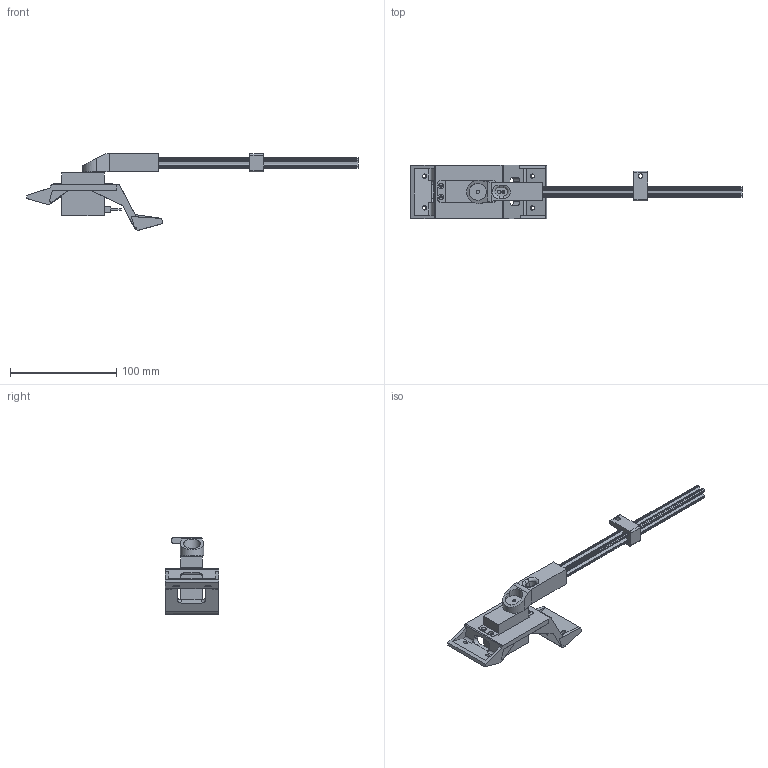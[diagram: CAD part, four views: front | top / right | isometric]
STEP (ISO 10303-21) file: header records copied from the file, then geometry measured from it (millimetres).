
FILE_DESCRIPTION(/* description */ (''),/* implementation_level */ '2;1');
FILE_NAME(/* name */ 'beak_servo_mount.step',/* time_stamp */ '2024-05-05T13:48:58-05:00',/* author */ (''),/* organization */ (''),/* preprocessor_version */ 'ST-DEVELOPER v20',/* originating_system */ 'Autodesk Translation Framework v12.20.1.177',/* authorisation */ '');
FILE_SCHEMA (('AUTOMOTIVE_DESIGN { 1 0 10303 214 3 1 1 }'));
Length unit declared in the file: millimetre
Products named in the file (5): servo_direct_to_beak v3; AL Extrusion; Servo; Servo Mount; AL Ext. Mount
Assembly tree (4 placements, depth 2):
  servo_direct_to_beak v3
    AL Extrusion
    Servo
    Servo Mount
    AL Ext. Mount
Bounding box: 312.94 x 50.01 x 71.94 mm (x, y, z)
Volume: 97905.9 mm3; surface area: 52693 mm2
Topology: 6 solids, 6 shells, 400 faces, 1130 edges, 745 vertices
Faces by surface type: plane 299, cylinder 90, bspline 6, torus 4, cone 1
Full cylindrical faces by diameter (mm): 2 x4, 3 x6, 4 x5, 5.8 x1, 8 x1, 13 x1, 15.014 x1
Entity records: 13367 total; most frequent: CARTESIAN_POINT 2574, ORIENTED_EDGE 2256, DIRECTION 2144, EDGE_CURVE 1128, LINE 916, VECTOR 916, VERTEX_POINT 745, AXIS2_PLACEMENT_3D 614
